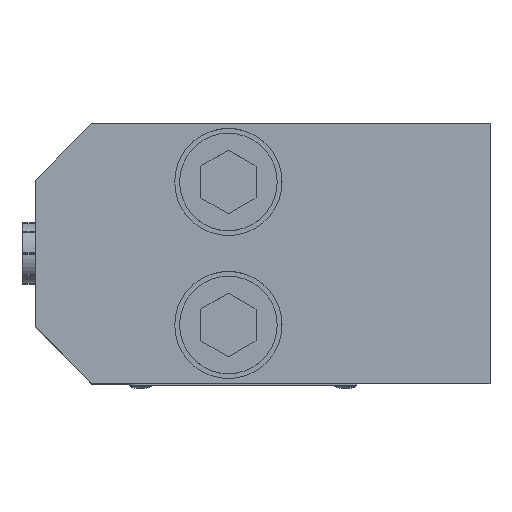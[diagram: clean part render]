
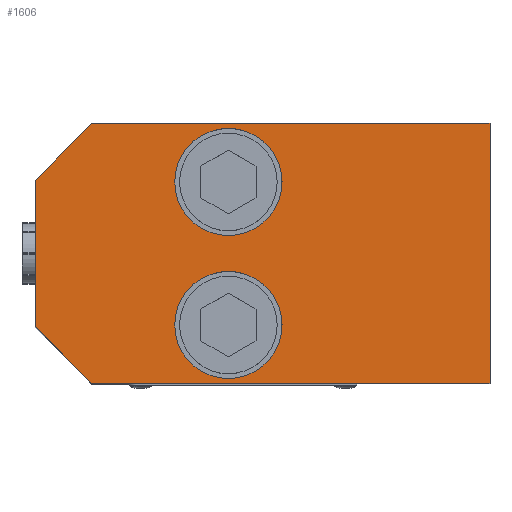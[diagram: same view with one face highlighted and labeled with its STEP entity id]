
A CAD part, top view. The second image highlights one B-rep face of the part: STEP entity #1606.
In plain terms, the highlighted planar face has unit normal (0, 0, 1).
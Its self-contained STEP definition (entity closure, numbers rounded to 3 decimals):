
#1606=ADVANCED_FACE('',(#3759,#3760,#3761),#3762,.T.);
#3759=FACE_OUTER_BOUND('',#6535,.T.);
#3760=FACE_BOUND('',#6536,.T.);
#3761=FACE_BOUND('',#6537,.T.);
#3762=PLANE('',#6538);
#6535=EDGE_LOOP('',(#11001,#11002,#11003,#11004,#11005,#11006));
#6536=EDGE_LOOP('',(#11007,#11008));
#6537=EDGE_LOOP('',(#11009,#11010));
#6538=AXIS2_PLACEMENT_3D('',#11011,#11012,#11013);
#11001=ORIENTED_EDGE('',*,*,#17236,.F.);
#11002=ORIENTED_EDGE('',*,*,#17168,.T.);
#11003=ORIENTED_EDGE('',*,*,#17237,.T.);
#11004=ORIENTED_EDGE('',*,*,#17238,.T.);
#11005=ORIENTED_EDGE('',*,*,#17239,.F.);
#11006=ORIENTED_EDGE('',*,*,#17240,.T.);
#11007=ORIENTED_EDGE('',*,*,#16902,.T.);
#11008=ORIENTED_EDGE('',*,*,#17233,.T.);
#11009=ORIENTED_EDGE('',*,*,#16912,.T.);
#11010=ORIENTED_EDGE('',*,*,#17228,.T.);
#11011=CARTESIAN_POINT('',(70.0,0.,50.0));
#11012=DIRECTION('',(0.0,0.0,1.0));
#11013=DIRECTION('',(1.0,0.0,0.0));
#16902=EDGE_CURVE('',#20155,#20152,#20156,.T.);
#16912=EDGE_CURVE('',#20173,#20170,#20174,.T.);
#17168=EDGE_CURVE('',#20558,#20562,#20564,.T.);
#17228=EDGE_CURVE('',#20170,#20173,#20628,.T.);
#17233=EDGE_CURVE('',#20152,#20155,#20633,.T.);
#17236=EDGE_CURVE('',#20558,#20636,#20637,.T.);
#17237=EDGE_CURVE('',#20562,#20638,#20639,.T.);
#17238=EDGE_CURVE('',#20638,#20640,#20641,.T.);
#17239=EDGE_CURVE('',#20642,#20640,#20643,.T.);
#17240=EDGE_CURVE('',#20642,#20636,#20644,.T.);
#20152=VERTEX_POINT('',#24863);
#20155=VERTEX_POINT('',#24867);
#20156=CIRCLE('',#24868,16.5);
#20170=VERTEX_POINT('',#24885);
#20173=VERTEX_POINT('',#24889);
#20174=CIRCLE('',#24890,16.5);
#20558=VERTEX_POINT('',#25377);
#20562=VERTEX_POINT('',#25383);
#20564=LINE('',#25386,#25387);
#20628=CIRCLE('',#25456,16.5);
#20633=CIRCLE('',#25461,16.5);
#20636=VERTEX_POINT('',#25464);
#20637=LINE('',#25465,#25466);
#20638=VERTEX_POINT('',#25467);
#20639=LINE('',#25468,#25469);
#20640=VERTEX_POINT('',#25470);
#20641=LINE('',#25471,#25472);
#20642=VERTEX_POINT('',#25473);
#20643=LINE('',#25474,#25475);
#20644=LINE('',#25476,#25477);
#24863=CARTESIAN_POINT('',(76.0,22.,50.0));
#24867=CARTESIAN_POINT('',(43.0,22.,50.0));
#24868=AXIS2_PLACEMENT_3D('',#31504,#31505,#31506);
#24885=CARTESIAN_POINT('',(76.0,-22.,50.0));
#24889=CARTESIAN_POINT('',(43.0,-22.,50.0));
#24890=AXIS2_PLACEMENT_3D('',#31520,#31521,#31522);
#25377=CARTESIAN_POINT('',(17.5,-40.,50.0));
#25383=CARTESIAN_POINT('',(140.0,-40.,50.0));
#25386=CARTESIAN_POINT('',(70.0,-40.,50.0));
#25387=VECTOR('',#31854,1.0);
#25456=AXIS2_PLACEMENT_3D('',#31941,#31942,#31943);
#25461=AXIS2_PLACEMENT_3D('',#31947,#31948,#31949);
#25464=CARTESIAN_POINT('',(0.,-22.5,50.0));
#25465=CARTESIAN_POINT('',(16.25,-38.75,50.0));
#25466=VECTOR('',#31950,1.0);
#25467=CARTESIAN_POINT('',(140.0,40.,50.0));
#25468=CARTESIAN_POINT('',(140.0,0.,50.0));
#25469=VECTOR('',#31951,1.0);
#25470=CARTESIAN_POINT('',(17.5,40.,50.0));
#25471=CARTESIAN_POINT('',(70.0,40.,50.0));
#25472=VECTOR('',#31952,1.0);
#25473=CARTESIAN_POINT('',(0.,22.5,50.0));
#25474=CARTESIAN_POINT('',(16.25,38.75,50.0));
#25475=VECTOR('',#31953,1.0);
#25476=CARTESIAN_POINT('',(0.,0.,50.0));
#25477=VECTOR('',#31954,1.0);
#31504=CARTESIAN_POINT('',(59.5,22.,50.0));
#31505=DIRECTION('',(0.0,0.0,-1.0));
#31506=DIRECTION('',(1.0,0.0,0.0));
#31520=CARTESIAN_POINT('',(59.5,-22.,50.0));
#31521=DIRECTION('',(0.0,0.0,-1.0));
#31522=DIRECTION('',(1.0,0.0,0.0));
#31854=DIRECTION('',(1.0,0.0,0.0));
#31941=CARTESIAN_POINT('',(59.5,-22.,50.0));
#31942=DIRECTION('',(0.0,0.0,-1.0));
#31943=DIRECTION('',(1.0,0.0,0.0));
#31947=CARTESIAN_POINT('',(59.5,22.,50.0));
#31948=DIRECTION('',(0.0,0.0,-1.0));
#31949=DIRECTION('',(1.0,0.0,0.0));
#31950=DIRECTION('',(-0.707,0.707,0.0));
#31951=DIRECTION('',(0.0,1.0,0.0));
#31952=DIRECTION('',(-1.0,0.0,0.0));
#31953=DIRECTION('',(0.707,0.707,0.0));
#31954=DIRECTION('',(0.0,-1.0,0.0));
